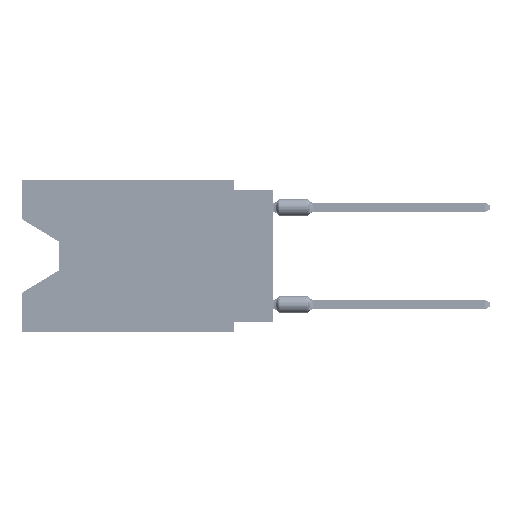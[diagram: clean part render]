
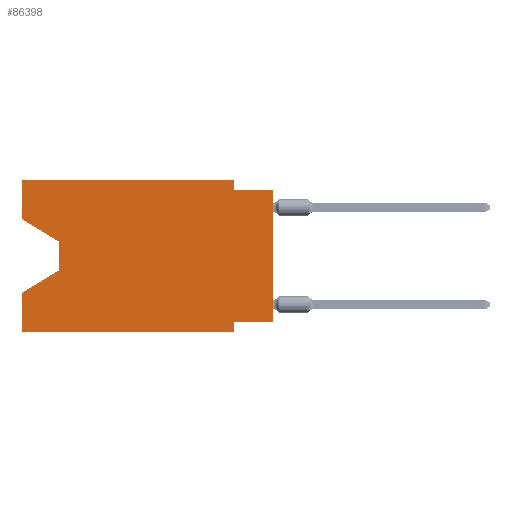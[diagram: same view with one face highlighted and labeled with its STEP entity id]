
A CAD part, left-side view. The second image highlights one B-rep face of the part: STEP entity #86398.
In plain terms, the highlighted planar face has unit normal (-1, 0, 0).
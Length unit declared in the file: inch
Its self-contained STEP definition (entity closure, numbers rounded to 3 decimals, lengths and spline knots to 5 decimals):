
#1925 = EDGE_CURVE ( 'NONE', #87877, #84432, #47638, .T. ) ;
#2120 = VECTOR ( 'NONE', #83646, 39.37008 ) ;
#2759 = CARTESIAN_POINT ( 'NONE',  ( 0., 0.645, 0. ) ) ;
#3414 = CARTESIAN_POINT ( 'NONE',  ( 0., 0.55, -0.158 ) ) ;
#6181 = EDGE_CURVE ( 'NONE', #75215, #49009, #34756, .T. ) ;
#8738 = LINE ( 'NONE', #54984, #45280 ) ;
#9350 = ORIENTED_EDGE ( 'NONE', *, *, #66855, .F. ) ;
#9541 = CARTESIAN_POINT ( 'NONE',  ( 0., 0.645, 0. ) ) ;
#12310 = ORIENTED_EDGE ( 'NONE', *, *, #71545, .F. ) ;
#12994 = CARTESIAN_POINT ( 'NONE',  ( 0., 0., -0.365 ) ) ;
#13065 = CARTESIAN_POINT ( 'NONE',  ( 0., 0.55, -0.232 ) ) ;
#13988 = EDGE_CURVE ( 'NONE', #72245, #35003, #44824, .T. ) ;
#15223 = DIRECTION ( 'NONE',  ( 0., -0.855, -0.519 ) ) ;
#16303 = DIRECTION ( 'NONE',  ( 1., 0., 0. ) ) ;
#16729 = LINE ( 'NONE', #9541, #73978 ) ;
#16851 = EDGE_CURVE ( 'NONE', #49009, #36813, #67964, .T. ) ;
#17079 = VECTOR ( 'NONE', #78890, 39.37008 ) ;
#17177 = VECTOR ( 'NONE', #20396, 39.37008 ) ;
#17415 = CARTESIAN_POINT ( 'NONE',  ( 0., 0.645, 0. ) ) ;
#18826 = ORIENTED_EDGE ( 'NONE', *, *, #41909, .T. ) ;
#20151 = CARTESIAN_POINT ( 'NONE',  ( 0., 0.645, -0.28975 ) ) ;
#20396 = DIRECTION ( 'NONE',  ( 0., 0., 1. ) ) ;
#20568 = CARTESIAN_POINT ( 'NONE',  ( 0., 0.645, -0.39 ) ) ;
#22284 = EDGE_CURVE ( 'NONE', #45539, #81815, #70642, .T. ) ;
#22851 = ORIENTED_EDGE ( 'NONE', *, *, #22284, .F. ) ;
#23818 = AXIS2_PLACEMENT_3D ( 'NONE', #50381, #16303, #43217 ) ;
#25683 = CARTESIAN_POINT ( 'NONE',  ( 0., 0.1, -0.025 ) ) ;
#28283 = CARTESIAN_POINT ( 'NONE',  ( 0., 0., -0.025 ) ) ;
#28403 = DIRECTION ( 'NONE',  ( 0., 0.855, -0.519 ) ) ;
#28471 = EDGE_LOOP ( 'NONE', ( #18826, #59834, #85555, #40375, #86016, #9350, #22851, #85913, #32576, #12310, #68092, #32182 ) ) ;
#30180 = FACE_OUTER_BOUND ( 'NONE', #28471, .T. ) ;
#30306 = VECTOR ( 'NONE', #28403, 39.37008 ) ;
#31040 = VECTOR ( 'NONE', #37945, 39.37008 ) ;
#32182 = ORIENTED_EDGE ( 'NONE', *, *, #86431, .F. ) ;
#32576 = ORIENTED_EDGE ( 'NONE', *, *, #1925, .F. ) ;
#32957 = EDGE_CURVE ( 'NONE', #35395, #62881, #45244, .T. ) ;
#33422 = CARTESIAN_POINT ( 'NONE',  ( 0., 0.1, 0. ) ) ;
#34756 = LINE ( 'NONE', #39859, #86215 ) ;
#35003 = VERTEX_POINT ( 'NONE', #65666 ) ;
#35395 = VERTEX_POINT ( 'NONE', #2759 ) ;
#36813 = VERTEX_POINT ( 'NONE', #20151 ) ;
#37484 = LINE ( 'NONE', #50041, #31040 ) ;
#37945 = DIRECTION ( 'NONE',  ( 0., 0., 1. ) ) ;
#39859 = CARTESIAN_POINT ( 'NONE',  ( 0., 0.55, -0.158 ) ) ;
#40375 = ORIENTED_EDGE ( 'NONE', *, *, #42455, .F. ) ;
#40688 = CARTESIAN_POINT ( 'NONE',  ( 0., 0.1, 0. ) ) ;
#41909 = EDGE_CURVE ( 'NONE', #54988, #75215, #62776, .T. ) ;
#42455 = EDGE_CURVE ( 'NONE', #72245, #36813, #80990, .T. ) ;
#42696 = VECTOR ( 'NONE', #53165, 39.37008 ) ;
#43217 = DIRECTION ( 'NONE',  ( 0., 0., -1. ) ) ;
#43262 = CARTESIAN_POINT ( 'NONE',  ( 0., 0., -0.365 ) ) ;
#44824 = LINE ( 'NONE', #51542, #17079 ) ;
#45244 = LINE ( 'NONE', #17415, #79074 ) ;
#45280 = VECTOR ( 'NONE', #82781, 39.37008 ) ;
#45539 = VERTEX_POINT ( 'NONE', #12994 ) ;
#47638 = LINE ( 'NONE', #28283, #67510 ) ;
#48186 = CARTESIAN_POINT ( 'NONE',  ( 0., 0.55, -0.232 ) ) ;
#49009 = VERTEX_POINT ( 'NONE', #13065 ) ;
#49748 = CARTESIAN_POINT ( 'NONE',  ( 0., 0.645, -0.10025 ) ) ;
#50041 = CARTESIAN_POINT ( 'NONE',  ( 0., 0., 0. ) ) ;
#50381 = CARTESIAN_POINT ( 'NONE',  ( 0., 0.645, 0. ) ) ;
#51542 = CARTESIAN_POINT ( 'NONE',  ( 0., 0.645, -0.39 ) ) ;
#53165 = DIRECTION ( 'NONE',  ( 0., 0., -1. ) ) ;
#54984 = CARTESIAN_POINT ( 'NONE',  ( 0., 0.1, -0.39 ) ) ;
#54988 = VERTEX_POINT ( 'NONE', #87783 ) ;
#59575 = DIRECTION ( 'NONE',  ( 0., -1., 0. ) ) ;
#59834 = ORIENTED_EDGE ( 'NONE', *, *, #6181, .T. ) ;
#60668 = DIRECTION ( 'NONE',  ( 0., -1., 0. ) ) ;
#61473 = VECTOR ( 'NONE', #15223, 39.37008 ) ;
#62776 = LINE ( 'NONE', #49748, #61473 ) ;
#62881 = VERTEX_POINT ( 'NONE', #40688 ) ;
#65666 = CARTESIAN_POINT ( 'NONE',  ( 0., 0.1, -0.39 ) ) ;
#66780 = DIRECTION ( 'NONE',  ( 0., 0., -1. ) ) ;
#66855 = EDGE_CURVE ( 'NONE', #81815, #35003, #8738, .T. ) ;
#67510 = VECTOR ( 'NONE', #60668, 39.37008 ) ;
#67964 = LINE ( 'NONE', #48186, #30306 ) ;
#68092 = ORIENTED_EDGE ( 'NONE', *, *, #32957, .F. ) ;
#68220 = EDGE_CURVE ( 'NONE', #45539, #84432, #37484, .T. ) ;
#70642 = LINE ( 'NONE', #43262, #2120 ) ;
#71545 = EDGE_CURVE ( 'NONE', #62881, #87877, #80529, .T. ) ;
#72245 = VERTEX_POINT ( 'NONE', #20568 ) ;
#72561 = CARTESIAN_POINT ( 'NONE',  ( 0., 0., -0.025 ) ) ;
#73978 = VECTOR ( 'NONE', #85363, 39.37008 ) ;
#75215 = VERTEX_POINT ( 'NONE', #3414 ) ;
#75838 = CARTESIAN_POINT ( 'NONE',  ( 0., 0.1, -0.365 ) ) ;
#77751 = PLANE ( 'NONE',  #23818 ) ;
#78890 = DIRECTION ( 'NONE',  ( 0., -1., 0. ) ) ;
#79074 = VECTOR ( 'NONE', #59575, 39.37008 ) ;
#80118 = CARTESIAN_POINT ( 'NONE',  ( 0., 0.645, 0. ) ) ;
#80529 = LINE ( 'NONE', #33422, #42696 ) ;
#80990 = LINE ( 'NONE', #80118, #17177 ) ;
#81815 = VERTEX_POINT ( 'NONE', #75838 ) ;
#82781 = DIRECTION ( 'NONE',  ( 0., 0., -1. ) ) ;
#83646 = DIRECTION ( 'NONE',  ( 0., 1., 0. ) ) ;
#84432 = VERTEX_POINT ( 'NONE', #72561 ) ;
#85363 = DIRECTION ( 'NONE',  ( 0., 0., 1. ) ) ;
#85555 = ORIENTED_EDGE ( 'NONE', *, *, #16851, .T. ) ;
#85913 = ORIENTED_EDGE ( 'NONE', *, *, #68220, .T. ) ;
#86016 = ORIENTED_EDGE ( 'NONE', *, *, #13988, .T. ) ;
#86215 = VECTOR ( 'NONE', #66780, 39.37008 ) ;
#86398 = ADVANCED_FACE ( 'NONE', ( #30180 ), #77751, .F. ) ;
#86431 = EDGE_CURVE ( 'NONE', #54988, #35395, #16729, .T. ) ;
#87783 = CARTESIAN_POINT ( 'NONE',  ( 0., 0.645, -0.10025 ) ) ;
#87877 = VERTEX_POINT ( 'NONE', #25683 ) ;
